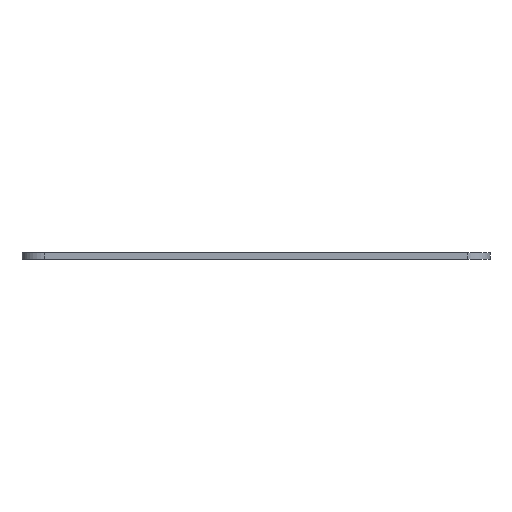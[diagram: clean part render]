
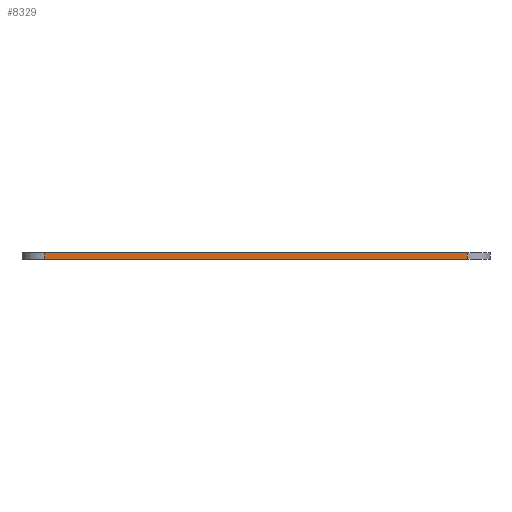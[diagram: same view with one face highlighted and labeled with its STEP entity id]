
A CAD part, left-side view. The second image highlights one B-rep face of the part: STEP entity #8329.
In plain terms, the highlighted planar face has unit normal (-1, 0, 0).
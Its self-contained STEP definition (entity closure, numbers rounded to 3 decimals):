
#279=PLANE('',#8569);
#721=FACE_OUTER_BOUND('',#1196,.T.);
#1196=EDGE_LOOP('',(#7532,#7533,#7534,#7535));
#1711=LINE('',#16559,#2338);
#1749=LINE('',#16708,#2376);
#1753=LINE('',#16717,#2380);
#1832=LINE('',#16931,#2459);
#2338=VECTOR('',#9260,10.);
#2376=VECTOR('',#9388,10.);
#2380=VECTOR('',#9398,10.);
#2459=VECTOR('',#9641,10.);
#3734=VERTEX_POINT('',#16556);
#3735=VERTEX_POINT('',#16558);
#3801=VERTEX_POINT('',#16706);
#3802=VERTEX_POINT('',#16713);
#4921=EDGE_CURVE('',#3734,#3735,#1711,.T.);
#4992=EDGE_CURVE('',#3801,#3734,#1749,.T.);
#4997=EDGE_CURVE('',#3735,#3802,#1753,.T.);
#5104=EDGE_CURVE('',#3802,#3801,#1832,.T.);
#7532=ORIENTED_EDGE('',*,*,#4992,.F.);
#7533=ORIENTED_EDGE('',*,*,#5104,.F.);
#7534=ORIENTED_EDGE('',*,*,#4997,.F.);
#7535=ORIENTED_EDGE('',*,*,#4921,.F.);
#8329=ADVANCED_FACE('',(#721),#279,.T.);
#8569=AXIS2_PLACEMENT_3D('',#16930,#9639,#9640);
#9260=DIRECTION('',(0.,1.,0.));
#9388=DIRECTION('',(0.,0.,-1.));
#9398=DIRECTION('',(0.,0.,1.));
#9639=DIRECTION('center_axis',(-1.,0.,0.));
#9640=DIRECTION('ref_axis',(0.,-1.,0.));
#9641=DIRECTION('',(0.,-1.,0.));
#16556=CARTESIAN_POINT('',(-11.896,-82.34,0.));
#16558=CARTESIAN_POINT('',(-11.896,11.36,0.));
#16559=CARTESIAN_POINT('',(-11.896,-87.34,0.));
#16706=CARTESIAN_POINT('',(-11.896,-82.34,1.5));
#16708=CARTESIAN_POINT('',(-11.896,-82.34,0.));
#16713=CARTESIAN_POINT('',(-11.896,11.36,1.5));
#16717=CARTESIAN_POINT('',(-11.896,11.36,0.));
#16930=CARTESIAN_POINT('Origin',(-11.896,16.36,0.));
#16931=CARTESIAN_POINT('',(-11.896,-87.34,1.5));
